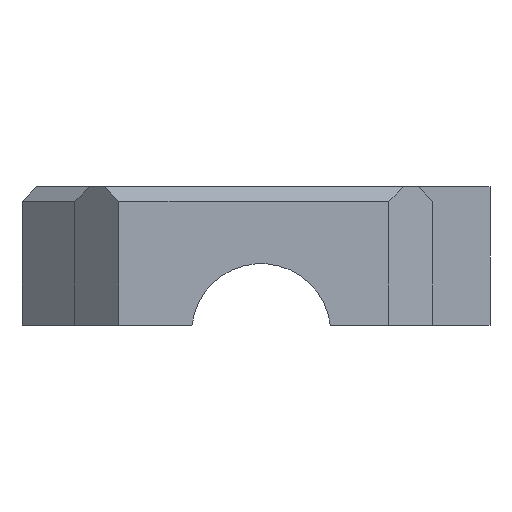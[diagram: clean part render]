
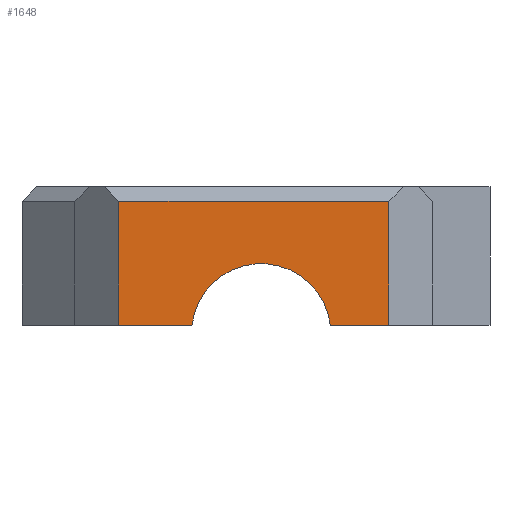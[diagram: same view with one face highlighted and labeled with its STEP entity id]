
A CAD part, left-side view. The second image highlights one B-rep face of the part: STEP entity #1648.
In plain terms, the highlighted planar face has unit normal (-1, 0, 0).
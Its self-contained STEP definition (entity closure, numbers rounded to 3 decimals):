
#5 = VECTOR ( 'NONE', #237, 1000. ) ;
#121 = DIRECTION ( 'NONE',  ( 0., 1., 0. ) ) ;
#153 = CIRCLE ( 'NONE', #1259, 4.75 ) ;
#174 = CARTESIAN_POINT ( 'NONE',  ( 0., 3.3, 10. ) ) ;
#211 = EDGE_CURVE ( 'NONE', #1363, #1235, #489, .T. ) ;
#237 = DIRECTION ( 'NONE',  ( 0., 1., 0. ) ) ;
#259 = VECTOR ( 'NONE', #1384, 1000. ) ;
#350 = LINE ( 'NONE', #1837, #535 ) ;
#387 = LINE ( 'NONE', #2055, #5 ) ;
#454 = CARTESIAN_POINT ( 'NONE',  ( 0., 24.7, 10. ) ) ;
#481 = EDGE_CURVE ( 'NONE', #1305, #884, #153, .T. ) ;
#489 = LINE ( 'NONE', #174, #775 ) ;
#531 = EDGE_CURVE ( 'NONE', #884, #1192, #837, .T. ) ;
#535 = VECTOR ( 'NONE', #851, 1000. ) ;
#536 = EDGE_CURVE ( 'NONE', #689, #1192, #350, .T. ) ;
#567 = AXIS2_PLACEMENT_3D ( 'NONE', #454, #1804, #1983 ) ;
#593 = LINE ( 'NONE', #1222, #259 ) ;
#607 = FACE_OUTER_BOUND ( 'NONE', #932, .T. ) ;
#608 = CARTESIAN_POINT ( 'NONE',  ( 0., 16.718, 0.55 ) ) ;
#647 = DIRECTION ( 'NONE',  ( 0., 1., 0. ) ) ;
#649 = DIRECTION ( 'NONE',  ( 0., 0., 1. ) ) ;
#651 = PLANE ( 'NONE',  #567 ) ;
#657 = CARTESIAN_POINT ( 'NONE',  ( 0., 7.282, 0.55 ) ) ;
#689 = VERTEX_POINT ( 'NONE', #1903 ) ;
#775 = VECTOR ( 'NONE', #649, 1000. ) ;
#814 = ORIENTED_EDGE ( 'NONE', *, *, #1974, .T. ) ;
#837 = LINE ( 'NONE', #2006, #1743 ) ;
#851 = DIRECTION ( 'NONE',  ( 0., 0., -1. ) ) ;
#884 = VERTEX_POINT ( 'NONE', #608 ) ;
#932 = EDGE_LOOP ( 'NONE', ( #1310, #1729, #814, #1871, #972, #1315 ) ) ;
#972 = ORIENTED_EDGE ( 'NONE', *, *, #531, .F. ) ;
#1192 = VERTEX_POINT ( 'NONE', #1592 ) ;
#1218 = CARTESIAN_POINT ( 'NONE',  ( 0., 3.3, 0.55 ) ) ;
#1222 = CARTESIAN_POINT ( 'NONE',  ( 0., 24.7, 0.55 ) ) ;
#1235 = VERTEX_POINT ( 'NONE', #1508 ) ;
#1259 = AXIS2_PLACEMENT_3D ( 'NONE', #2139, #1578, #121 ) ;
#1305 = VERTEX_POINT ( 'NONE', #657 ) ;
#1310 = ORIENTED_EDGE ( 'NONE', *, *, #1512, .F. ) ;
#1315 = ORIENTED_EDGE ( 'NONE', *, *, #481, .F. ) ;
#1363 = VERTEX_POINT ( 'NONE', #1218 ) ;
#1384 = DIRECTION ( 'NONE',  ( 0., 1., 0. ) ) ;
#1508 = CARTESIAN_POINT ( 'NONE',  ( 0., 3.3, 9. ) ) ;
#1512 = EDGE_CURVE ( 'NONE', #1363, #1305, #593, .T. ) ;
#1578 = DIRECTION ( 'NONE',  ( -1., 0., 0. ) ) ;
#1592 = CARTESIAN_POINT ( 'NONE',  ( 0., 21.7, 0.55 ) ) ;
#1648 = ADVANCED_FACE ( 'NONE', ( #607 ), #651, .F. ) ;
#1729 = ORIENTED_EDGE ( 'NONE', *, *, #211, .T. ) ;
#1743 = VECTOR ( 'NONE', #647, 1000. ) ;
#1804 = DIRECTION ( 'NONE',  ( 1., 0., 0. ) ) ;
#1837 = CARTESIAN_POINT ( 'NONE',  ( 0., 21.7, 10. ) ) ;
#1871 = ORIENTED_EDGE ( 'NONE', *, *, #536, .T. ) ;
#1903 = CARTESIAN_POINT ( 'NONE',  ( 0., 21.7, 9. ) ) ;
#1974 = EDGE_CURVE ( 'NONE', #1235, #689, #387, .T. ) ;
#1983 = DIRECTION ( 'NONE',  ( 0., 1., 0. ) ) ;
#2006 = CARTESIAN_POINT ( 'NONE',  ( 0., 24.7, 0.55 ) ) ;
#2055 = CARTESIAN_POINT ( 'NONE',  ( 0., 21.7, 9. ) ) ;
#2139 = CARTESIAN_POINT ( 'NONE',  ( 0., 12., 0. ) ) ;
